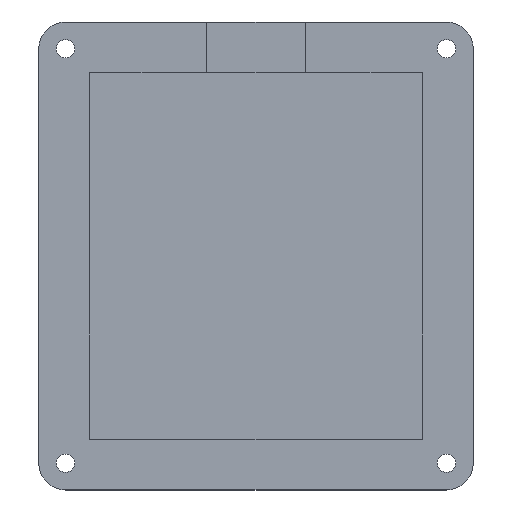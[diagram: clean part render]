
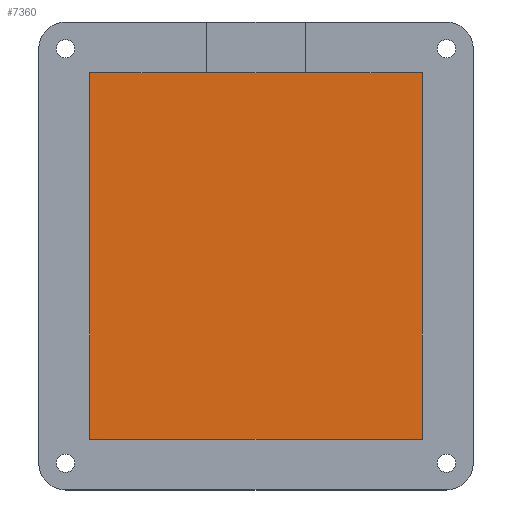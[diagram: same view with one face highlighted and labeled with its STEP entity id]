
A CAD part, top view. The second image highlights one B-rep face of the part: STEP entity #7360.
In plain terms, the highlighted planar face has unit normal (0, 0, 1).
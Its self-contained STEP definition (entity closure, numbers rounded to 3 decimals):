
#958=PLANE('',#7519);
#1345=FACE_OUTER_BOUND('',#1768,.T.);
#1768=EDGE_LOOP('',(#6897,#6898,#6899,#6900));
#2324=LINE('',#15135,#2873);
#2326=LINE('',#15139,#2875);
#2327=LINE('',#15141,#2876);
#2328=LINE('',#15142,#2877);
#2873=VECTOR('',#8336,10.);
#2875=VECTOR('',#8340,10.);
#2876=VECTOR('',#8341,10.);
#2877=VECTOR('',#8342,10.);
#3638=VERTEX_POINT('',#15132);
#3639=VERTEX_POINT('',#15134);
#3640=VERTEX_POINT('',#15138);
#3641=VERTEX_POINT('',#15140);
#4734=EDGE_CURVE('',#3638,#3639,#2324,.T.);
#4736=EDGE_CURVE('',#3640,#3638,#2326,.T.);
#4737=EDGE_CURVE('',#3641,#3640,#2327,.T.);
#4738=EDGE_CURVE('',#3639,#3641,#2328,.T.);
#6897=ORIENTED_EDGE('',*,*,#4734,.F.);
#6898=ORIENTED_EDGE('',*,*,#4736,.F.);
#6899=ORIENTED_EDGE('',*,*,#4737,.F.);
#6900=ORIENTED_EDGE('',*,*,#4738,.F.);
#7360=ADVANCED_FACE('',(#1345),#958,.T.);
#7519=AXIS2_PLACEMENT_3D('',#15137,#8338,#8339);
#8336=DIRECTION('',(1.,0.,0.));
#8338=DIRECTION('center_axis',(0.,0.,1.));
#8339=DIRECTION('ref_axis',(1.,0.,0.));
#8340=DIRECTION('',(0.,1.,0.));
#8341=DIRECTION('',(-1.,0.,0.));
#8342=DIRECTION('',(0.,-1.,0.));
#15132=CARTESIAN_POINT('',(-41.181,58.5,3.));
#15134=CARTESIAN_POINT('',(21.069,58.5,3.));
#15135=CARTESIAN_POINT('',(-25.619,58.5,3.));
#15137=CARTESIAN_POINT('Origin',(-10.056,24.25,3.));
#15138=CARTESIAN_POINT('',(-41.181,-10.,3.));
#15139=CARTESIAN_POINT('',(-41.181,7.125,3.));
#15140=CARTESIAN_POINT('',(21.069,-10.,3.));
#15141=CARTESIAN_POINT('',(5.506,-10.,3.));
#15142=CARTESIAN_POINT('',(21.069,41.375,3.));
